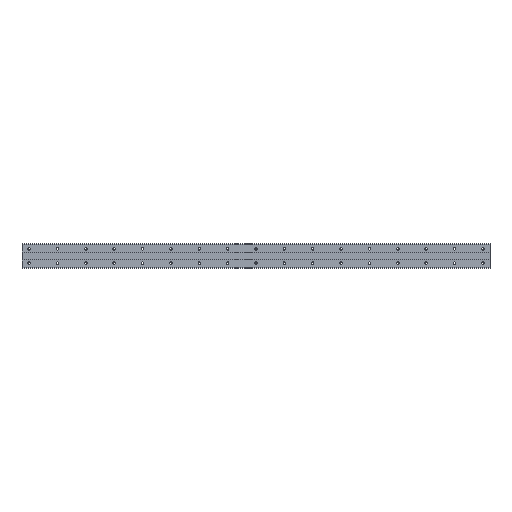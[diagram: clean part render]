
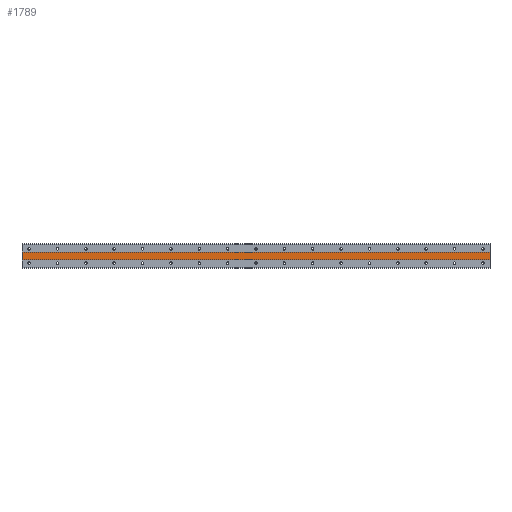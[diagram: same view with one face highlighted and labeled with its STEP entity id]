
A CAD part, front view. The second image highlights one B-rep face of the part: STEP entity #1789.
In plain terms, the highlighted planar face has unit normal (0, -1, 0).
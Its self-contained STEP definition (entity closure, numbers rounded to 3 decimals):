
#12 = LINE ( 'NONE', #374, #3316 ) ;
#128 = CARTESIAN_POINT ( 'NONE',  ( 1300., 1., 34.482 ) ) ;
#230 = EDGE_CURVE ( 'NONE', #5332, #2968, #12, .T. ) ;
#293 = CARTESIAN_POINT ( 'NONE',  ( 1300., 1., -10. ) ) ;
#374 = CARTESIAN_POINT ( 'NONE',  ( 1300., 1., 10. ) ) ;
#463 = ORIENTED_EDGE ( 'NONE', *, *, #2030, .T. ) ;
#769 = LINE ( 'NONE', #2243, #4369 ) ;
#1032 = CARTESIAN_POINT ( 'NONE',  ( 1300., 1., 10. ) ) ;
#1114 = EDGE_CURVE ( 'NONE', #5332, #1130, #769, .T. ) ;
#1130 = VERTEX_POINT ( 'NONE', #1181 ) ;
#1181 = CARTESIAN_POINT ( 'NONE',  ( -20., 1., -10. ) ) ;
#1320 = FACE_OUTER_BOUND ( 'NONE', #1604, .T. ) ;
#1513 = ORIENTED_EDGE ( 'NONE', *, *, #3645, .F. ) ;
#1604 = EDGE_LOOP ( 'NONE', ( #463, #1513, #4396, #2864 ) ) ;
#1789 = ADVANCED_FACE ( 'NONE', ( #1320 ), #3387, .F. ) ;
#2030 = EDGE_CURVE ( 'NONE', #1130, #2118, #5062, .T. ) ;
#2118 = VERTEX_POINT ( 'NONE', #6045 ) ;
#2243 = CARTESIAN_POINT ( 'NONE',  ( -20., 1., 34.482 ) ) ;
#2312 = DIRECTION ( 'NONE',  ( 0., 0., 1. ) ) ;
#2439 = LINE ( 'NONE', #128, #5311 ) ;
#2539 = CARTESIAN_POINT ( 'NONE',  ( -20., 1., 10. ) ) ;
#2864 = ORIENTED_EDGE ( 'NONE', *, *, #1114, .T. ) ;
#2968 = VERTEX_POINT ( 'NONE', #1032 ) ;
#3316 = VECTOR ( 'NONE', #4836, 1000. ) ;
#3387 = PLANE ( 'NONE',  #4684 ) ;
#3604 = DIRECTION ( 'NONE',  ( 0., 0., -1. ) ) ;
#3645 = EDGE_CURVE ( 'NONE', #2968, #2118, #2439, .T. ) ;
#3855 = DIRECTION ( 'NONE',  ( 0., 1., 0. ) ) ;
#4369 = VECTOR ( 'NONE', #5661, 1000. ) ;
#4396 = ORIENTED_EDGE ( 'NONE', *, *, #230, .F. ) ;
#4684 = AXIS2_PLACEMENT_3D ( 'NONE', #4799, #3855, #2312 ) ;
#4799 = CARTESIAN_POINT ( 'NONE',  ( 1300., 1., 10. ) ) ;
#4836 = DIRECTION ( 'NONE',  ( 1., 0., 0. ) ) ;
#5062 = LINE ( 'NONE', #293, #5082 ) ;
#5082 = VECTOR ( 'NONE', #6146, 1000. ) ;
#5311 = VECTOR ( 'NONE', #3604, 1000. ) ;
#5332 = VERTEX_POINT ( 'NONE', #2539 ) ;
#5661 = DIRECTION ( 'NONE',  ( 0., 0., -1. ) ) ;
#6045 = CARTESIAN_POINT ( 'NONE',  ( 1300., 1., -10. ) ) ;
#6146 = DIRECTION ( 'NONE',  ( 1., 0., 0. ) ) ;
